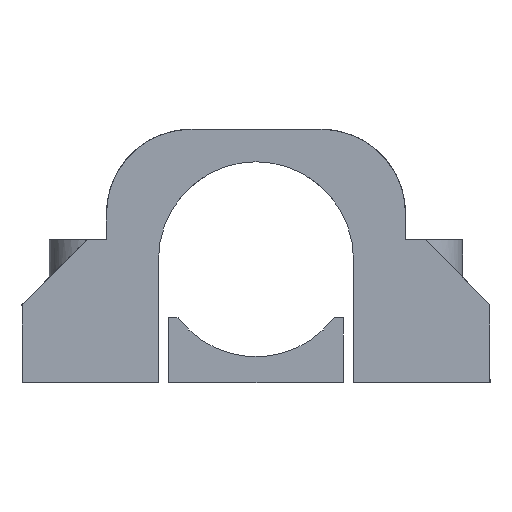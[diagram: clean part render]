
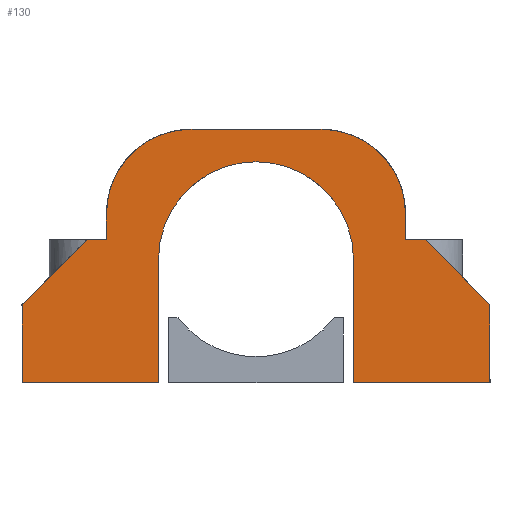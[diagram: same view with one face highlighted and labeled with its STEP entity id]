
A CAD part, front view. The second image highlights one B-rep face of the part: STEP entity #130.
In plain terms, the highlighted face is planar.
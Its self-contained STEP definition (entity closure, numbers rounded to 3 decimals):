
#38 = EDGE_CURVE ( 'NONE', #1700, #1583, #2132, .T. ) ;
#81 = AXIS2_PLACEMENT_3D ( 'NONE', #2504, #2299, #2066 ) ;
#86 = CARTESIAN_POINT ( 'NONE',  ( -73.416, 3.5, -0.5 ) ) ;
#89 = ORIENTED_EDGE ( 'NONE', *, *, #2459, .F. ) ;
#125 = LINE ( 'NONE', #646, #2359 ) ;
#130 = ADVANCED_FACE ( 'NONE', ( #2428 ), #2225, .F. ) ;
#166 = ORIENTED_EDGE ( 'NONE', *, *, #634, .T. ) ;
#167 = LINE ( 'NONE', #1009, #889 ) ;
#185 = EDGE_CURVE ( 'NONE', #1971, #2097, #2399, .T. ) ;
#223 = DIRECTION ( 'NONE',  ( -0.707, 0.707, 0. ) ) ;
#227 = DIRECTION ( 'NONE',  ( -1., 0., 0. ) ) ;
#261 = CARTESIAN_POINT ( 'NONE',  ( -66.916, -5., -0.5 ) ) ;
#277 = VECTOR ( 'NONE', #1372, 1000. ) ;
#317 = EDGE_CURVE ( 'NONE', #497, #1936, #1199, .T. ) ;
#350 = CARTESIAN_POINT ( 'NONE',  ( -100.416, -27.5, -0.5 ) ) ;
#354 = EDGE_CURVE ( 'NONE', #1583, #497, #593, .T. ) ;
#368 = ORIENTED_EDGE ( 'NONE', *, *, #2272, .T. ) ;
#408 = CIRCLE ( 'NONE', #1903, 6.5 ) ;
#429 = ORIENTED_EDGE ( 'NONE', *, *, #1654, .T. ) ;
#482 = ORIENTED_EDGE ( 'NONE', *, *, #185, .T. ) ;
#497 = VERTEX_POINT ( 'NONE', #1115 ) ;
#545 = DIRECTION ( 'NONE',  ( -0.707, -0.707, 0. ) ) ;
#593 = LINE ( 'NONE', #1058, #785 ) ;
#614 = CARTESIAN_POINT ( 'NONE',  ( -60.416, -10., -0.5 ) ) ;
#633 = VERTEX_POINT ( 'NONE', #940 ) ;
#634 = EDGE_CURVE ( 'NONE', #1087, #1936, #1861, .T. ) ;
#646 = CARTESIAN_POINT ( 'NONE',  ( -96.416, -5., -0.5 ) ) ;
#705 = ORIENTED_EDGE ( 'NONE', *, *, #2027, .F. ) ;
#723 = EDGE_CURVE ( 'NONE', #1601, #1696, #167, .T. ) ;
#729 = VERTEX_POINT ( 'NONE', #2006 ) ;
#755 = CARTESIAN_POINT ( 'NONE',  ( -60.416, -16., -0.5 ) ) ;
#785 = VECTOR ( 'NONE', #227, 1000. ) ;
#822 = VECTOR ( 'NONE', #545, 1000. ) ;
#832 = DIRECTION ( 'NONE',  ( -1., 0., 0. ) ) ;
#839 = CARTESIAN_POINT ( 'NONE',  ( -65.416, -5., -0.5 ) ) ;
#840 = ORIENTED_EDGE ( 'NONE', *, *, #2509, .F. ) ;
#875 = LINE ( 'NONE', #1987, #1602 ) ;
#876 = ORIENTED_EDGE ( 'NONE', *, *, #38, .F. ) ;
#879 = CARTESIAN_POINT ( 'NONE',  ( -60.416, -5., -0.5 ) ) ;
#880 = CARTESIAN_POINT ( 'NONE',  ( -91.416, -5., -0.5 ) ) ;
#889 = VECTOR ( 'NONE', #1185, 1000. ) ;
#891 = VERTEX_POINT ( 'NONE', #614 ) ;
#916 = CARTESIAN_POINT ( 'NONE',  ( -96.416, -10., -0.5 ) ) ;
#939 = VERTEX_POINT ( 'NONE', #2354 ) ;
#940 = CARTESIAN_POINT ( 'NONE',  ( -70.916, -16., -0.5 ) ) ;
#956 = DIRECTION ( 'NONE',  ( 0., 1., 0. ) ) ;
#957 = VERTEX_POINT ( 'NONE', #1170 ) ;
#968 = VECTOR ( 'NONE', #956, 1000. ) ;
#973 = CARTESIAN_POINT ( 'NONE',  ( -70.916, -6.5, -0.5 ) ) ;
#977 = CIRCLE ( 'NONE', #81, 6.5 ) ;
#997 = LINE ( 'NONE', #973, #968 ) ;
#1009 = CARTESIAN_POINT ( 'NONE',  ( -89.916, -7., -0.5 ) ) ;
#1017 = CARTESIAN_POINT ( 'NONE',  ( -89.916, -3., -0.5 ) ) ;
#1031 = CARTESIAN_POINT ( 'NONE',  ( -96.416, -16., -0.5 ) ) ;
#1058 = CARTESIAN_POINT ( 'NONE',  ( -85.916, -16., -0.5 ) ) ;
#1087 = VERTEX_POINT ( 'NONE', #880 ) ;
#1115 = CARTESIAN_POINT ( 'NONE',  ( -96.416, -16., -0.5 ) ) ;
#1123 = CIRCLE ( 'NONE', #2059, 7.5 ) ;
#1147 = ORIENTED_EDGE ( 'NONE', *, *, #1993, .T. ) ;
#1170 = CARTESIAN_POINT ( 'NONE',  ( -60.416, -16., -0.5 ) ) ;
#1185 = DIRECTION ( 'NONE',  ( 0., -1., 0. ) ) ;
#1199 = LINE ( 'NONE', #1031, #1954 ) ;
#1244 = CARTESIAN_POINT ( 'NONE',  ( -78.416, -6.5, -0.5 ) ) ;
#1253 = ORIENTED_EDGE ( 'NONE', *, *, #723, .T. ) ;
#1284 = LINE ( 'NONE', #839, #2349 ) ;
#1285 = DIRECTION ( 'NONE',  ( 1., 0., 0. ) ) ;
#1317 = ORIENTED_EDGE ( 'NONE', *, *, #1769, .F. ) ;
#1338 = ORIENTED_EDGE ( 'NONE', *, *, #2197, .T. ) ;
#1343 = VECTOR ( 'NONE', #1473, 1000. ) ;
#1371 = LINE ( 'NONE', #879, #1968 ) ;
#1372 = DIRECTION ( 'NONE',  ( 0., -1., 0. ) ) ;
#1440 = CARTESIAN_POINT ( 'NONE',  ( -85.916, -16., -0.5 ) ) ;
#1453 = EDGE_LOOP ( 'NONE', ( #1317, #166, #1804, #2213, #876, #840, #705, #2115, #89, #1338, #1558, #368, #1147, #482, #429, #1253 ) ) ;
#1473 = DIRECTION ( 'NONE',  ( 0., 1., 0. ) ) ;
#1511 = DIRECTION ( 'NONE',  ( 1., 0., 0. ) ) ;
#1535 = VERTEX_POINT ( 'NONE', #1760 ) ;
#1558 = ORIENTED_EDGE ( 'NONE', *, *, #2643, .F. ) ;
#1583 = VERTEX_POINT ( 'NONE', #1440 ) ;
#1588 = DIRECTION ( 'NONE',  ( -1., 0., 0. ) ) ;
#1601 = VERTEX_POINT ( 'NONE', #1017 ) ;
#1602 = VECTOR ( 'NONE', #2218, 1000. ) ;
#1620 = CARTESIAN_POINT ( 'NONE',  ( -83.416, 3.5, -0.5 ) ) ;
#1631 = DIRECTION ( 'NONE',  ( -1., 0., 0. ) ) ;
#1654 = EDGE_CURVE ( 'NONE', #2097, #1601, #977, .T. ) ;
#1672 = LINE ( 'NONE', #755, #277 ) ;
#1696 = VERTEX_POINT ( 'NONE', #2084 ) ;
#1700 = VERTEX_POINT ( 'NONE', #1874 ) ;
#1742 = CARTESIAN_POINT ( 'NONE',  ( -83.416, 3.5, -0.5 ) ) ;
#1760 = CARTESIAN_POINT ( 'NONE',  ( -66.916, -3., -0.5 ) ) ;
#1765 = VERTEX_POINT ( 'NONE', #261 ) ;
#1769 = EDGE_CURVE ( 'NONE', #1087, #1696, #125, .T. ) ;
#1804 = ORIENTED_EDGE ( 'NONE', *, *, #317, .F. ) ;
#1826 = VECTOR ( 'NONE', #2214, 1000. ) ;
#1839 = LINE ( 'NONE', #2081, #1343 ) ;
#1861 = LINE ( 'NONE', #2421, #822 ) ;
#1874 = CARTESIAN_POINT ( 'NONE',  ( -85.916, -6.5, -0.5 ) ) ;
#1901 = DIRECTION ( 'NONE',  ( 0., 1., 0. ) ) ;
#1903 = AXIS2_PLACEMENT_3D ( 'NONE', #2432, #2632, #2206 ) ;
#1936 = VERTEX_POINT ( 'NONE', #916 ) ;
#1954 = VECTOR ( 'NONE', #1901, 1000. ) ;
#1968 = VECTOR ( 'NONE', #1285, 1000. ) ;
#1971 = VERTEX_POINT ( 'NONE', #86 ) ;
#1987 = CARTESIAN_POINT ( 'NONE',  ( -70.916, -16., -0.5 ) ) ;
#1992 = CARTESIAN_POINT ( 'NONE',  ( -85.916, -6.5, -0.5 ) ) ;
#1993 = EDGE_CURVE ( 'NONE', #1535, #1971, #408, .T. ) ;
#2006 = CARTESIAN_POINT ( 'NONE',  ( -70.916, -6.5, -0.5 ) ) ;
#2027 = EDGE_CURVE ( 'NONE', #633, #729, #997, .T. ) ;
#2059 = AXIS2_PLACEMENT_3D ( 'NONE', #1244, #2275, #832 ) ;
#2066 = DIRECTION ( 'NONE',  ( -1., 0., 0. ) ) ;
#2081 = CARTESIAN_POINT ( 'NONE',  ( -66.916, -3., -0.5 ) ) ;
#2084 = CARTESIAN_POINT ( 'NONE',  ( -89.916, -5., -0.5 ) ) ;
#2097 = VERTEX_POINT ( 'NONE', #1742 ) ;
#2115 = ORIENTED_EDGE ( 'NONE', *, *, #2177, .F. ) ;
#2132 = LINE ( 'NONE', #1992, #1826 ) ;
#2177 = EDGE_CURVE ( 'NONE', #957, #633, #875, .T. ) ;
#2197 = EDGE_CURVE ( 'NONE', #891, #939, #1284, .T. ) ;
#2206 = DIRECTION ( 'NONE',  ( -1., 0., 0. ) ) ;
#2213 = ORIENTED_EDGE ( 'NONE', *, *, #354, .F. ) ;
#2214 = DIRECTION ( 'NONE',  ( 0., -1., 0. ) ) ;
#2218 = DIRECTION ( 'NONE',  ( -1., 0., 0. ) ) ;
#2225 = PLANE ( 'NONE',  #2363 ) ;
#2272 = EDGE_CURVE ( 'NONE', #1765, #1535, #1839, .T. ) ;
#2275 = DIRECTION ( 'NONE',  ( 0., 0., 1. ) ) ;
#2299 = DIRECTION ( 'NONE',  ( 0., 0., 1. ) ) ;
#2349 = VECTOR ( 'NONE', #223, 1000. ) ;
#2354 = CARTESIAN_POINT ( 'NONE',  ( -65.416, -5., -0.5 ) ) ;
#2359 = VECTOR ( 'NONE', #1511, 1000. ) ;
#2363 = AXIS2_PLACEMENT_3D ( 'NONE', #350, #2642, #1588 ) ;
#2399 = LINE ( 'NONE', #1620, #2551 ) ;
#2421 = CARTESIAN_POINT ( 'NONE',  ( -96.416, -10., -0.5 ) ) ;
#2428 = FACE_OUTER_BOUND ( 'NONE', #1453, .T. ) ;
#2432 = CARTESIAN_POINT ( 'NONE',  ( -73.416, -3., -0.5 ) ) ;
#2459 = EDGE_CURVE ( 'NONE', #891, #957, #1672, .T. ) ;
#2504 = CARTESIAN_POINT ( 'NONE',  ( -83.416, -3., -0.5 ) ) ;
#2509 = EDGE_CURVE ( 'NONE', #729, #1700, #1123, .T. ) ;
#2551 = VECTOR ( 'NONE', #1631, 1000. ) ;
#2632 = DIRECTION ( 'NONE',  ( 0., 0., 1. ) ) ;
#2642 = DIRECTION ( 'NONE',  ( 0., 0., -1. ) ) ;
#2643 = EDGE_CURVE ( 'NONE', #1765, #939, #1371, .T. ) ;
